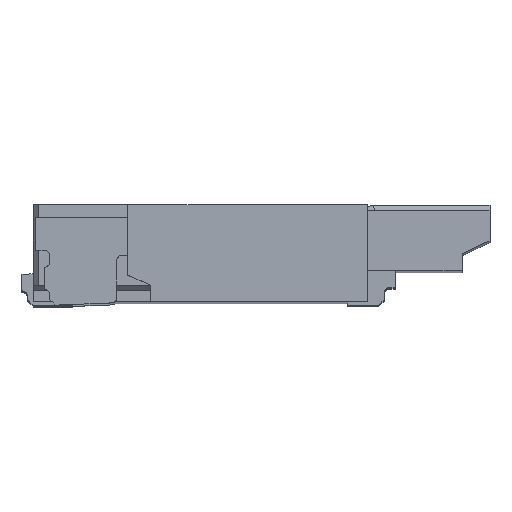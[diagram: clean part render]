
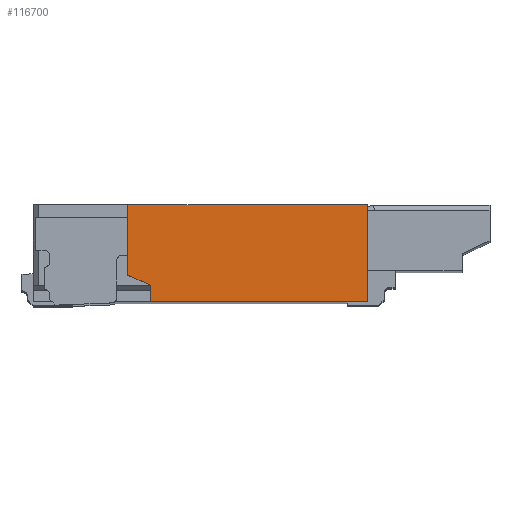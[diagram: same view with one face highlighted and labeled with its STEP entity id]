
A CAD part, top view. The second image highlights one B-rep face of the part: STEP entity #116700.
In plain terms, the highlighted planar face has unit normal (0, 0, 1).
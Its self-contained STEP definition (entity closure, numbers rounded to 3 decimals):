
#53110=CARTESIAN_POINT('',(1.358,2.844,6.115));
#53120=VERTEX_POINT('',#53110);
#53150=CARTESIAN_POINT('',(-0.402,2.844,6.115)
);
#53160=DIRECTION('',(-1.,0.,0.));
#53170=VECTOR('',#53160,1.);
#53180=LINE('',#53150,#53170);
#53190=CARTESIAN_POINT('',(-0.792,2.844,6.115)
);
#53200=VERTEX_POINT('',#53190);
#53210=EDGE_CURVE('',#53120,#53200,#53180,.T.);
#116240=CARTESIAN_POINT('',(-0.631,2.755,
6.115));
#116250=DIRECTION('',(-0.,0.,1.));
#116260=DIRECTION('',(1.,0.,0.));
#116270=AXIS2_PLACEMENT_3D('',#116240,#116250,#116260);
#116280=PLANE('',#116270);
#116290=CARTESIAN_POINT('',(0.,1.857,
6.115));
#116300=DIRECTION('',(-0.912,0.41,0.));
#116310=VECTOR('',#116300,1.);
#116320=LINE('',#116290,#116310);
#116330=CARTESIAN_POINT('',(-0.592,2.124,6.115));
#116340=VERTEX_POINT('',#116330);
#116350=CARTESIAN_POINT('',(-0.792,2.214,6.115));
#116360=VERTEX_POINT('',#116350);
#116370=EDGE_CURVE('',#116340,#116360,#116320,.T.);
#116380=ORIENTED_EDGE('',*,*,#116370,.F.);
#116390=CARTESIAN_POINT('',(-0.792,0.,
6.115));
#116400=DIRECTION('',(0.,1.,0.));
#116410=VECTOR('',#116400,1.);
#116420=LINE('',#116390,#116410);
#116430=EDGE_CURVE('',#116360,#53200,#116420,.T.);
#116440=ORIENTED_EDGE('',*,*,#116430,.F.);
#116450=ORIENTED_EDGE('',*,*,#53210,.T.);
#116460=CARTESIAN_POINT('',(1.358,0.,
6.115));
#116470=DIRECTION('',(0.,-1.,0.));
#116480=VECTOR('',#116470,1.);
#116490=LINE('',#116460,#116480);
#116500=CARTESIAN_POINT('',(1.358,1.974,6.115))
;
#116510=VERTEX_POINT('',#116500);
#116520=EDGE_CURVE('',#53120,#116510,#116490,.T.);
#116530=ORIENTED_EDGE('',*,*,#116520,.F.);
#116540=CARTESIAN_POINT('',(0.,1.974,
6.115));
#116550=DIRECTION('',(-1.,0.,0.));
#116560=VECTOR('',#116550,1.);
#116570=LINE('',#116540,#116560);
#116580=CARTESIAN_POINT('',(-0.592,1.974,6.115)
);
#116590=VERTEX_POINT('',#116580);
#116600=EDGE_CURVE('',#116510,#116590,#116570,.T.);
#116610=ORIENTED_EDGE('',*,*,#116600,.F.);
#116620=CARTESIAN_POINT('',(-0.592,0.,
6.115));
#116630=DIRECTION('',(0.,1.,0.));
#116640=VECTOR('',#116630,1.);
#116650=LINE('',#116620,#116640);
#116660=EDGE_CURVE('',#116590,#116340,#116650,.T.);
#116670=ORIENTED_EDGE('',*,*,#116660,.F.);
#116680=EDGE_LOOP('',(#116670,#116610,#116530,#116450,#116440,#116380));
#116690=FACE_OUTER_BOUND('',#116680,.T.);
#116700=ADVANCED_FACE('',(#116690),#116280,.T.);
